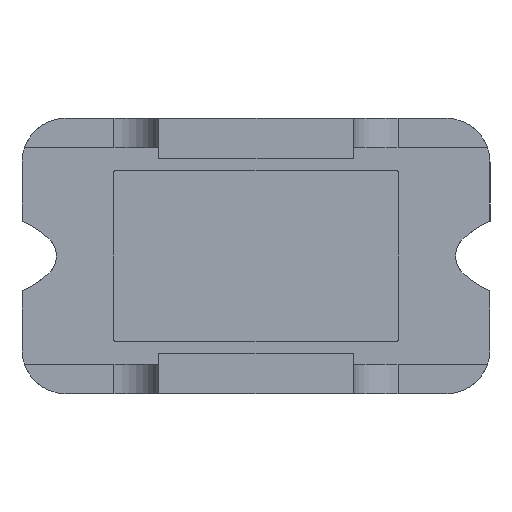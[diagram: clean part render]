
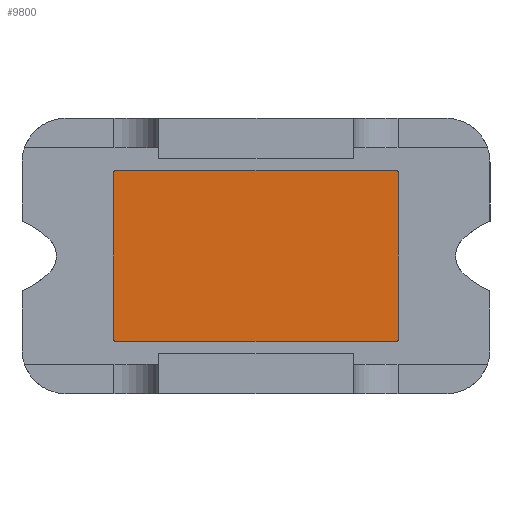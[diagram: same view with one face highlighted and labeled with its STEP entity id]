
A CAD part, front view. The second image highlights one B-rep face of the part: STEP entity #9800.
In plain terms, the highlighted planar face has unit normal (0, -1, 0).
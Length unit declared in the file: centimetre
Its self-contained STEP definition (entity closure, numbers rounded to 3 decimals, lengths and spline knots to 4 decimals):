
#2271 = CARTESIAN_POINT ( 'NONE',  ( 0., -1.0668, 0. ) ) ;
#2276 = PLANE ( 'NONE',  #5422 ) ;
#2279 = DIRECTION ( 'NONE',  ( 0., 1., 0. ) ) ;
#2280 = DIRECTION ( 'NONE',  ( 0., 0., 1. ) ) ;
#4265 = DIRECTION ( 'NONE',  ( 0., 0., 1. ) ) ;
#4269 = CARTESIAN_POINT ( 'NONE',  ( 0., -1.0668, -0.4572 ) ) ;
#4276 = CARTESIAN_POINT ( 'NONE',  ( 0.762, -1.0668, 0. ) ) ;
#4277 = DIRECTION ( 'NONE',  ( 1., 0., 0. ) ) ;
#4278 = CARTESIAN_POINT ( 'NONE',  ( 0., -1.0668, 0.4572 ) ) ;
#4279 = DIRECTION ( 'NONE',  ( -1., 0., 0. ) ) ;
#4280 = CARTESIAN_POINT ( 'NONE',  ( 0.7493, -1.0668, -0.4445 ) ) ;
#4281 = DIRECTION ( 'NONE',  ( 0., -1., 0. ) ) ;
#4282 = DIRECTION ( 'NONE',  ( 0., 0., 1. ) ) ;
#4283 = CARTESIAN_POINT ( 'NONE',  ( -0.762, -1.0668, 0. ) ) ;
#4284 = DIRECTION ( 'NONE',  ( 0., 0., -1. ) ) ;
#4285 = CARTESIAN_POINT ( 'NONE',  ( 0.7493, -1.0668, 0.4445 ) ) ;
#4286 = DIRECTION ( 'NONE',  ( 0., -1., 0. ) ) ;
#4287 = DIRECTION ( 'NONE',  ( 0., 0., 1. ) ) ;
#4289 = CARTESIAN_POINT ( 'NONE',  ( -0.7493, -1.0668, 0.4445 ) ) ;
#4290 = DIRECTION ( 'NONE',  ( 0., -1., 0. ) ) ;
#4291 = DIRECTION ( 'NONE',  ( 0., 0., 1. ) ) ;
#4294 = CARTESIAN_POINT ( 'NONE',  ( -0.7493, -1.0668, -0.4445 ) ) ;
#4295 = DIRECTION ( 'NONE',  ( 0., 1., 0. ) ) ;
#4296 = DIRECTION ( 'NONE',  ( 0., 0., 1. ) ) ;
#4630 = CARTESIAN_POINT ( 'NONE',  ( 0.762, -1.0668, -0.4445 ) ) ;
#4650 = CARTESIAN_POINT ( 'NONE',  ( 0.7493, -1.0668, 0.4572 ) ) ;
#5422 = AXIS2_PLACEMENT_3D ( 'NONE', #2271, #2279, #2280 ) ;
#5486 = AXIS2_PLACEMENT_3D ( 'NONE', #4280, #4281, #4282 ) ;
#5494 = AXIS2_PLACEMENT_3D ( 'NONE', #4285, #4286, #4287 ) ;
#5508 = EDGE_CURVE ( 'NONE', #6214, #6138, #8533, .T. ) ;
#5509 = EDGE_CURVE ( 'NONE', #6138, #5912, #8531, .T. ) ;
#5510 = EDGE_CURVE ( 'NONE', #5912, #6330, #8529, .T. ) ;
#5511 = EDGE_CURVE ( 'NONE', #6330, #5950, #8528, .T. ) ;
#5512 = EDGE_CURVE ( 'NONE', #5950, #6340, #8526, .T. ) ;
#5513 = EDGE_CURVE ( 'NONE', #6340, #6115, #8525, .T. ) ;
#5514 = EDGE_CURVE ( 'NONE', #6115, #6125, #8523, .T. ) ;
#5515 = EDGE_CURVE ( 'NONE', #6214, #6125, #8521, .T. ) ;
#5690 = AXIS2_PLACEMENT_3D ( 'NONE', #4289, #4290, #4291 ) ;
#5721 = AXIS2_PLACEMENT_3D ( 'NONE', #4294, #4295, #4296 ) ;
#5912 = VERTEX_POINT ( 'NONE', #4630 ) ;
#5950 = VERTEX_POINT ( 'NONE', #4650 ) ;
#6115 = VERTEX_POINT ( 'NONE', #7631 ) ;
#6119 = ORIENTED_EDGE ( 'NONE', *, *, #5512, .T. ) ;
#6125 = VERTEX_POINT ( 'NONE', #7630 ) ;
#6138 = VERTEX_POINT ( 'NONE', #7639 ) ;
#6214 = VERTEX_POINT ( 'NONE', #7655 ) ;
#6330 = VERTEX_POINT ( 'NONE', #7699 ) ;
#6339 = ORIENTED_EDGE ( 'NONE', *, *, #5513, .T. ) ;
#6340 = VERTEX_POINT ( 'NONE', #7702 ) ;
#6460 = ORIENTED_EDGE ( 'NONE', *, *, #5508, .T. ) ;
#7054 = ORIENTED_EDGE ( 'NONE', *, *, #5514, .T. ) ;
#7147 = ORIENTED_EDGE ( 'NONE', *, *, #5509, .T. ) ;
#7290 = ORIENTED_EDGE ( 'NONE', *, *, #5511, .T. ) ;
#7303 = ORIENTED_EDGE ( 'NONE', *, *, #5515, .F. ) ;
#7393 = ORIENTED_EDGE ( 'NONE', *, *, #5510, .T. ) ;
#7402 = EDGE_LOOP ( 'NONE', ( #6460, #7147, #7393, #7290, #6119, #6339, #7054, #7303 ) ) ;
#7630 = CARTESIAN_POINT ( 'NONE',  ( -0.762, -1.0668, -0.4445 ) ) ;
#7631 = CARTESIAN_POINT ( 'NONE',  ( -0.762, -1.0668, 0.4445 ) ) ;
#7639 = CARTESIAN_POINT ( 'NONE',  ( 0.7493, -1.0668, -0.4572 ) ) ;
#7655 = CARTESIAN_POINT ( 'NONE',  ( -0.7493, -1.0668, -0.4572 ) ) ;
#7699 = CARTESIAN_POINT ( 'NONE',  ( 0.762, -1.0668, 0.4445 ) ) ;
#7702 = CARTESIAN_POINT ( 'NONE',  ( -0.7493, -1.0668, 0.4572 ) ) ;
#8263 = FACE_OUTER_BOUND ( 'NONE', #7402, .T. ) ;
#8520 = VECTOR ( 'NONE', #4284, 100. ) ;
#8521 = CIRCLE ( 'NONE', #5721, 0.0127 ) ;
#8523 = LINE ( 'NONE', #4283, #8520 ) ;
#8524 = VECTOR ( 'NONE', #4279, 100. ) ;
#8525 = CIRCLE ( 'NONE', #5690, 0.0127 ) ;
#8526 = LINE ( 'NONE', #4278, #8524 ) ;
#8527 = VECTOR ( 'NONE', #4265, 100. ) ;
#8528 = CIRCLE ( 'NONE', #5494, 0.0127 ) ;
#8529 = LINE ( 'NONE', #4276, #8527 ) ;
#8531 = CIRCLE ( 'NONE', #5486, 0.0127 ) ;
#8532 = VECTOR ( 'NONE', #4277, 100. ) ;
#8533 = LINE ( 'NONE', #4269, #8532 ) ;
#9800 = ADVANCED_FACE ( 'NONE', ( #8263 ), #2276, .F. ) ;
